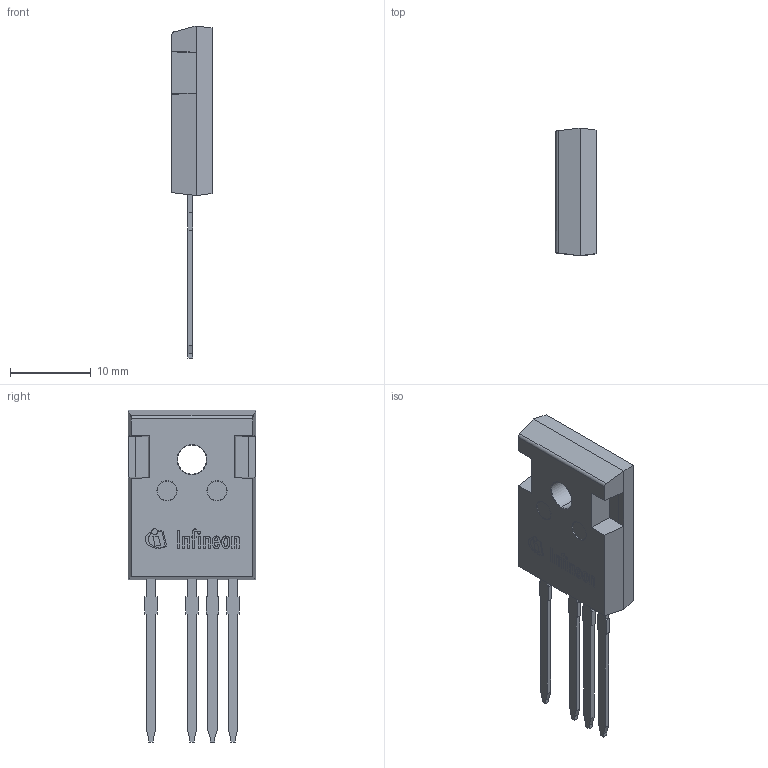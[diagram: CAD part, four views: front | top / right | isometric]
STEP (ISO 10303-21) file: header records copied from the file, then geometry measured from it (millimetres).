
FILE_DESCRIPTION(/* description */ (''),/* implementation_level */ '2;1');
FILE_NAME(/* name */ 'PG-TO247-4-1_Z8B00163511_V05_3D.stp',/* time_stamp */ '2024-09-25T12:06:58+05:30',/* author */ ('sivamani'),/* organization */ (''),/* preprocessor_version */ 'ST-DEVELOPER v19.2',/* originating_system */ 'AutoCAD Mechanical',/* authorisation */ '');
FILE_SCHEMA (('AUTOMOTIVE_DESIGN { 1 0 10303 214 3 1 1 }'));
Length unit declared in the file: millimetre
Products named in the file (1): Product
Bounding box: 5.01 x 15.8 x 41.12 mm (x, y, z)
Volume: 1521.1 mm3; surface area: 2011.7 mm2
Topology: 18 solids, 18 shells, 344 faces, 906 edges, 598 vertices
Faces by surface type: plane 213, cylinder 125, torus 6
Full cylindrical faces by diameter (mm): 0.355 x1, 0.732 x1, 7.2 x2
Entity records: 10675 total; most frequent: DIRECTION 1858, CARTESIAN_POINT 1849, ORIENTED_EDGE 1812, EDGE_CURVE 906, LINE 644, VECTOR 644, AXIS2_PLACEMENT_3D 607, VERTEX_POINT 598
